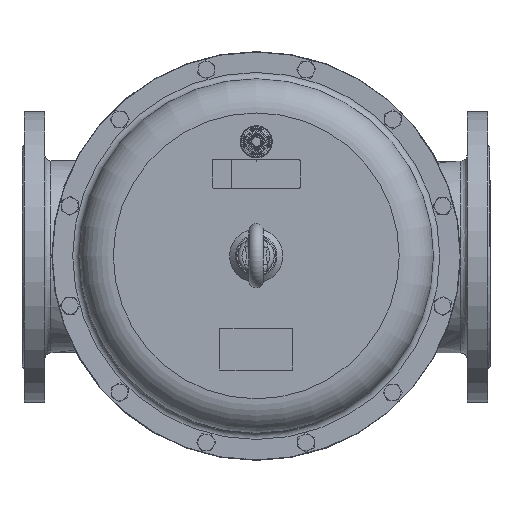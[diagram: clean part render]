
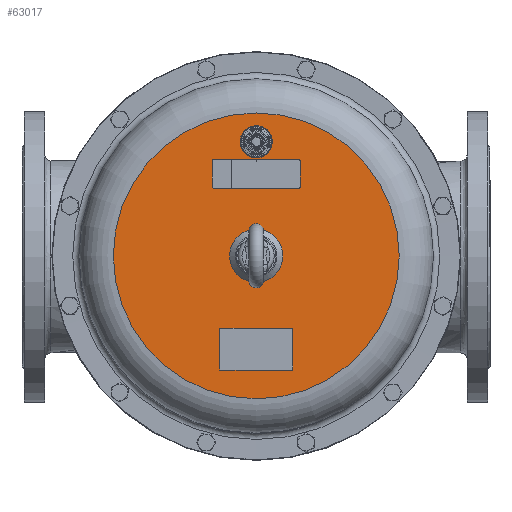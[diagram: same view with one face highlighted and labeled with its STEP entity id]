
A CAD part, top view. The second image highlights one B-rep face of the part: STEP entity #63017.
In plain terms, the highlighted planar face has unit normal (0, 0, 1).
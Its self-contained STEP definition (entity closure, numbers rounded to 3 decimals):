
#4575=LINE('',#122856,#8018);
#4579=LINE('',#122865,#8022);
#4582=LINE('',#122873,#8025);
#4585=LINE('',#122881,#8028);
#4587=LINE('',#122888,#8030);
#4590=LINE('',#122893,#8033);
#4592=LINE('',#122897,#8035);
#4594=LINE('',#122900,#8037);
#8018=VECTOR('',#80243,1000.);
#8022=VECTOR('',#80253,1000.);
#8025=VECTOR('',#80262,1000.);
#8028=VECTOR('',#80271,1000.);
#8030=VECTOR('',#80279,1000.);
#8033=VECTOR('',#80284,1000.);
#8035=VECTOR('',#80288,1000.);
#8037=VECTOR('',#80292,1000.);
#10220=FACE_BOUND('',#17802,.T.);
#10221=FACE_BOUND('',#17803,.T.);
#10222=FACE_BOUND('',#17804,.T.);
#10223=FACE_BOUND('',#17805,.T.);
#11336=PLANE('',#68232);
#13997=FACE_OUTER_BOUND('',#17801,.T.);
#17801=EDGE_LOOP('',(#49803));
#17802=EDGE_LOOP('',(#49804));
#17803=EDGE_LOOP('',(#49805,#49806,#49807,#49808,#49809,#49810,#49811,#49812));
#17804=EDGE_LOOP('',(#49813,#49814,#49815,#49816));
#17805=EDGE_LOOP('',(#49817));
#22746=CIRCLE('',#67837,137.75);
#22763=CIRCLE('',#67862,14.);
#22764=CIRCLE('',#67864,25.657);
#22899=CIRCLE('',#68188,2.);
#22900=CIRCLE('',#68191,2.);
#22901=CIRCLE('',#68194,2.);
#22902=CIRCLE('',#68197,2.);
#27242=VERTEX_POINT('',#120961);
#27273=VERTEX_POINT('',#121030);
#27274=VERTEX_POINT('',#121034);
#27531=VERTEX_POINT('',#122854);
#27532=VERTEX_POINT('',#122855);
#27533=VERTEX_POINT('',#122860);
#27534=VERTEX_POINT('',#122864);
#27535=VERTEX_POINT('',#122868);
#27536=VERTEX_POINT('',#122872);
#27537=VERTEX_POINT('',#122876);
#27538=VERTEX_POINT('',#122880);
#27539=VERTEX_POINT('',#122886);
#27540=VERTEX_POINT('',#122887);
#27541=VERTEX_POINT('',#122892);
#27542=VERTEX_POINT('',#122896);
#34769=EDGE_CURVE('',#27242,#27242,#22746,.T.);
#34802=EDGE_CURVE('',#27273,#27273,#22763,.T.);
#34804=EDGE_CURVE('',#27274,#27274,#22764,.T.);
#35206=EDGE_CURVE('',#27531,#27532,#4575,.T.);
#35209=EDGE_CURVE('',#27532,#27533,#22899,.T.);
#35211=EDGE_CURVE('',#27533,#27534,#4579,.T.);
#35213=EDGE_CURVE('',#27534,#27535,#22900,.T.);
#35215=EDGE_CURVE('',#27535,#27536,#4582,.T.);
#35217=EDGE_CURVE('',#27536,#27537,#22901,.T.);
#35219=EDGE_CURVE('',#27537,#27538,#4585,.T.);
#35221=EDGE_CURVE('',#27538,#27531,#22902,.T.);
#35222=EDGE_CURVE('',#27539,#27540,#4587,.T.);
#35225=EDGE_CURVE('',#27540,#27541,#4590,.T.);
#35227=EDGE_CURVE('',#27541,#27542,#4592,.T.);
#35229=EDGE_CURVE('',#27542,#27539,#4594,.T.);
#49803=ORIENTED_EDGE('',*,*,#34769,.F.);
#49804=ORIENTED_EDGE('',*,*,#34804,.T.);
#49805=ORIENTED_EDGE('',*,*,#35221,.F.);
#49806=ORIENTED_EDGE('',*,*,#35219,.F.);
#49807=ORIENTED_EDGE('',*,*,#35217,.F.);
#49808=ORIENTED_EDGE('',*,*,#35215,.F.);
#49809=ORIENTED_EDGE('',*,*,#35213,.F.);
#49810=ORIENTED_EDGE('',*,*,#35211,.F.);
#49811=ORIENTED_EDGE('',*,*,#35209,.F.);
#49812=ORIENTED_EDGE('',*,*,#35206,.F.);
#49813=ORIENTED_EDGE('',*,*,#35229,.F.);
#49814=ORIENTED_EDGE('',*,*,#35227,.F.);
#49815=ORIENTED_EDGE('',*,*,#35225,.F.);
#49816=ORIENTED_EDGE('',*,*,#35222,.F.);
#49817=ORIENTED_EDGE('',*,*,#34802,.T.);
#63017=ADVANCED_FACE('',(#13997,#10220,#10221,#10222,#10223),#11336,.F.);
#67837=AXIS2_PLACEMENT_3D('',#120963,#79415,#79416);
#67862=AXIS2_PLACEMENT_3D('',#121031,#79477,#79478);
#67864=AXIS2_PLACEMENT_3D('',#121035,#79482,#79483);
#68188=AXIS2_PLACEMENT_3D('',#122861,#80248,#80249);
#68191=AXIS2_PLACEMENT_3D('',#122869,#80257,#80258);
#68194=AXIS2_PLACEMENT_3D('',#122877,#80266,#80267);
#68197=AXIS2_PLACEMENT_3D('',#122884,#80275,#80276);
#68232=AXIS2_PLACEMENT_3D('',#122971,#80387,#80388);
#79415=DIRECTION('center_axis',(0.,0.,
-1.));
#79416=DIRECTION('ref_axis',(-1.,0.001,0.));
#79477=DIRECTION('center_axis',(0.,0.,
-1.));
#79478=DIRECTION('ref_axis',(-1.,0.001,0.));
#79482=DIRECTION('center_axis',(0.,0.,
-1.));
#79483=DIRECTION('ref_axis',(-1.,0.001,0.));
#80243=DIRECTION('',(0.001,1.,0.));
#80248=DIRECTION('center_axis',(0.,0.,
1.));
#80249=DIRECTION('ref_axis',(1.,-0.001,0.));
#80253=DIRECTION('',(-1.,0.001,0.));
#80257=DIRECTION('center_axis',(0.,0.,
1.));
#80258=DIRECTION('ref_axis',(1.,-0.001,0.));
#80262=DIRECTION('',(-0.001,-1.,0.));
#80266=DIRECTION('center_axis',(0.,0.,
1.));
#80267=DIRECTION('ref_axis',(1.,-0.001,0.));
#80271=DIRECTION('',(1.,-0.001,0.));
#80275=DIRECTION('center_axis',(0.,0.,
1.));
#80276=DIRECTION('ref_axis',(1.,-0.001,0.));
#80279=DIRECTION('',(-1.,0.001,0.));
#80284=DIRECTION('',(-0.001,-1.,0.));
#80288=DIRECTION('',(1.,-0.001,0.));
#80292=DIRECTION('',(0.001,1.,0.));
#80387=DIRECTION('center_axis',(0.,0.,
-1.));
#80388=DIRECTION('ref_axis',(-1.,0.001,0.));
#120961=CARTESIAN_POINT('',(137.75,0.024,529.));
#120963=CARTESIAN_POINT('Origin',(0.,0.096,
529.));
#121030=CARTESIAN_POINT('',(14.058,110.089,529.));
#121031=CARTESIAN_POINT('Origin',(0.058,110.096,529.));
#121034=CARTESIAN_POINT('',(25.657,0.083,529.));
#121035=CARTESIAN_POINT('Origin',(0.,0.096,
529.));
#122854=CARTESIAN_POINT('',(42.535,67.074,529.));
#122855=CARTESIAN_POINT('',(42.548,91.074,529.));
#122856=CARTESIAN_POINT('',(42.535,67.074,529.));
#122860=CARTESIAN_POINT('',(40.549,93.075,529.));
#122861=CARTESIAN_POINT('Origin',(40.548,91.075,529.));
#122864=CARTESIAN_POINT('',(-40.451,93.118,529.));
#122865=CARTESIAN_POINT('',(40.549,93.075,529.));
#122868=CARTESIAN_POINT('',(-42.452,91.119,529.));
#122869=CARTESIAN_POINT('Origin',(-40.452,91.118,529.));
#122872=CARTESIAN_POINT('',(-42.465,67.119,529.));
#122873=CARTESIAN_POINT('',(-42.465,67.119,529.));
#122876=CARTESIAN_POINT('',(-40.466,65.118,529.));
#122877=CARTESIAN_POINT('Origin',(-40.465,67.118,529.));
#122880=CARTESIAN_POINT('',(40.534,65.075,529.));
#122881=CARTESIAN_POINT('',(40.534,65.075,529.));
#122884=CARTESIAN_POINT('Origin',(40.535,67.075,529.));
#122886=CARTESIAN_POINT('',(34.963,-69.922,529.));
#122887=CARTESIAN_POINT('',(-35.037,-69.885,529.));
#122888=CARTESIAN_POINT('',(34.963,-69.922,529.));
#122892=CARTESIAN_POINT('',(-35.058,-109.885,529.));
#122893=CARTESIAN_POINT('',(-35.037,-69.885,529.));
#122896=CARTESIAN_POINT('',(34.942,-109.922,529.));
#122897=CARTESIAN_POINT('',(34.942,-109.922,529.));
#122900=CARTESIAN_POINT('',(34.963,-69.922,529.));
#122971=CARTESIAN_POINT('Origin',(0.,0.096,
529.));
